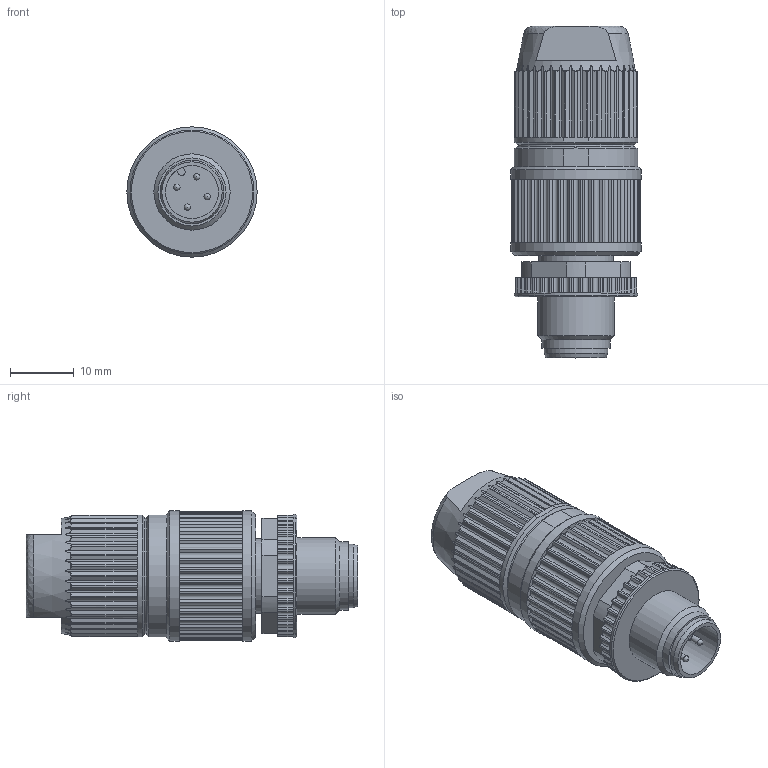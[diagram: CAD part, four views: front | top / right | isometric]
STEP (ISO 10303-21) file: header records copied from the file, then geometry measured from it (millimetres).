
FILE_DESCRIPTION(/* description */ (''),/* implementation_level */ '2;1');
FILE_NAME(/* name */ '100141750ugm000_a.stp',/* time_stamp */ '2014-09-19T08:10:06+02:00',/* author */ (''),/* organization */ (''),/* preprocessor_version */ 'ST-DEVELOPER v15',/* originating_system */ 'SIEMENS PLM Software NX 8.5',/* authorisation */ '');
FILE_SCHEMA (('AUTOMOTIVE_DESIGN { 1 0 10303 214 3 1 1 1 }'));
Length unit declared in the file: millimetre
Products named in the file (1): 100141750ugm000_a
Bounding box: 20.5 x 52.2 x 20.5 mm (x, y, z)
Volume: 11648.4 mm3; surface area: 4753.5 mm2
Topology: 1 solids, 1 shells, 605 faces, 1729 edges, 1137 vertices
Faces by surface type: plane 319, cylinder 235, cone 44, sphere 4, bspline 3
Full cylindrical faces by diameter (mm): 1 x4, 8 x1, 8.2 x1, 8.35 x1, 10 x1, 10.7 x1, 11.8 x1, 12 x1, 19.5 x1, 20.5 x2
Entity records: 20290 total; most frequent: CARTESIAN_POINT 4522, ORIENTED_EDGE 3396, DIRECTION 3254, EDGE_CURVE 1698, AXIS2_PLACEMENT_3D 1184, VERTEX_POINT 1136, LINE 886, VECTOR 886
